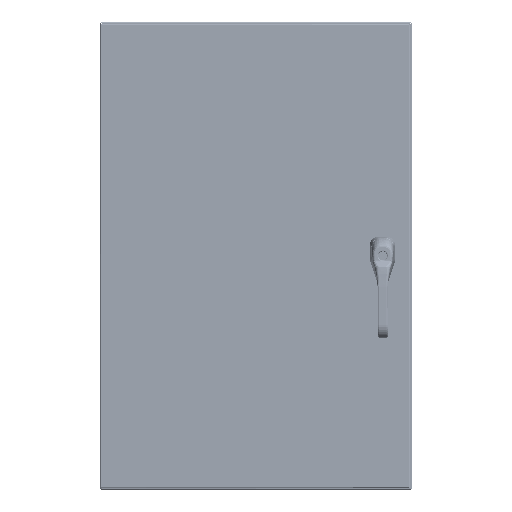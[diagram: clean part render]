
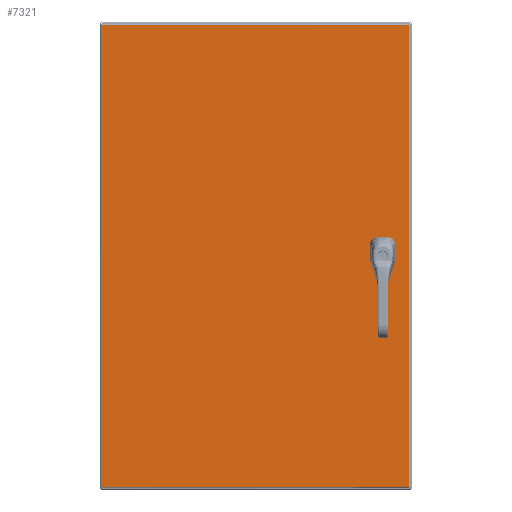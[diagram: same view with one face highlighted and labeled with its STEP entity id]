
A CAD part, top view. The second image highlights one B-rep face of the part: STEP entity #7321.
In plain terms, the highlighted face is planar.
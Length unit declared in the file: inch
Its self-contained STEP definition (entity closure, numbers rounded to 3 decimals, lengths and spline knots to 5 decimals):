
#5512=CARTESIAN_POINT('',(2.33762,18.275,0.0));
#5513=VERTEX_POINT('',#5512);
#5520=CARTESIAN_POINT('',(2.525,18.08762,0.0));
#5521=VERTEX_POINT('',#5520);
#5522=CARTESIAN_POINT('',(2.125,17.875,0.0));
#5523=DIRECTION('',(0.0,0.0,1.0));
#5524=DIRECTION('',(-0.469,-0.883,0.0));
#5525=AXIS2_PLACEMENT_3D('',#5522,#5523,#5524);
#5526=CIRCLE('',#5525,0.453);
#5527=EDGE_CURVE('',#5521,#5513,#5526,.T.);
#5552=CARTESIAN_POINT('',(2.525,17.66238,0.0));
#5553=VERTEX_POINT('',#5552);
#5554=CARTESIAN_POINT('',(2.525,17.66238,0.0));
#5555=DIRECTION('',(0.0,1.0,0.0));
#5556=VECTOR('',#5555,0.42525);
#5557=LINE('',#5554,#5556);
#5558=EDGE_CURVE('',#5553,#5521,#5557,.T.);
#5584=CARTESIAN_POINT('',(2.33762,17.475,0.0));
#5585=VERTEX_POINT('',#5584);
#5586=CARTESIAN_POINT('',(2.125,17.875,0.0));
#5587=DIRECTION('',(0.0,0.0,1.0));
#5588=DIRECTION('',(-0.883,0.469,0.0));
#5589=AXIS2_PLACEMENT_3D('',#5586,#5587,#5588);
#5590=CIRCLE('',#5589,0.453);
#5591=EDGE_CURVE('',#5585,#5553,#5590,.T.);
#5616=CARTESIAN_POINT('',(1.91238,17.475,0.0));
#5617=VERTEX_POINT('',#5616);
#5618=CARTESIAN_POINT('',(1.91238,17.475,0.0));
#5619=DIRECTION('',(1.0,0.0,0.0));
#5620=VECTOR('',#5619,0.42525);
#5621=LINE('',#5618,#5620);
#5622=EDGE_CURVE('',#5617,#5585,#5621,.T.);
#5648=CARTESIAN_POINT('',(1.725,17.66238,0.0));
#5649=VERTEX_POINT('',#5648);
#5650=CARTESIAN_POINT('',(2.125,17.875,0.0));
#5651=DIRECTION('',(0.0,0.0,1.0));
#5652=DIRECTION('',(0.469,0.883,0.0));
#5653=AXIS2_PLACEMENT_3D('',#5650,#5651,#5652);
#5654=CIRCLE('',#5653,0.453);
#5655=EDGE_CURVE('',#5649,#5617,#5654,.T.);
#5680=CARTESIAN_POINT('',(1.725,18.08762,0.0));
#5681=VERTEX_POINT('',#5680);
#5682=CARTESIAN_POINT('',(1.725,18.08762,0.0));
#5683=DIRECTION('',(0.0,-1.0,0.0));
#5684=VECTOR('',#5683,0.42525);
#5685=LINE('',#5682,#5684);
#5686=EDGE_CURVE('',#5681,#5649,#5685,.T.);
#5712=CARTESIAN_POINT('',(1.91238,18.275,0.0));
#5713=VERTEX_POINT('',#5712);
#5714=CARTESIAN_POINT('',(2.125,17.875,0.0));
#5715=DIRECTION('',(0.0,0.0,1.0));
#5716=DIRECTION('',(0.883,-0.469,0.0));
#5717=AXIS2_PLACEMENT_3D('',#5714,#5715,#5716);
#5718=CIRCLE('',#5717,0.453);
#5719=EDGE_CURVE('',#5713,#5681,#5718,.T.);
#5742=CARTESIAN_POINT('',(2.33762,18.275,0.0));
#5743=DIRECTION('',(-1.0,0.0,0.0));
#5744=VECTOR('',#5743,0.42525);
#5745=LINE('',#5742,#5744);
#5746=EDGE_CURVE('',#5513,#5713,#5745,.T.);
#6329=CARTESIAN_POINT('',(23.76975,0.10525,0.));
#6330=VERTEX_POINT('',#6329);
#6341=CARTESIAN_POINT('',(23.76975,35.64475,0.));
#6342=VERTEX_POINT('',#6341);
#6343=CARTESIAN_POINT('',(23.76975,35.64475,0.0));
#6344=DIRECTION('',(0.0,-1.0,0.0));
#6345=VECTOR('',#6344,35.5395);
#6346=LINE('',#6343,#6345);
#6347=EDGE_CURVE('',#6342,#6330,#6346,.T.);
#6499=CARTESIAN_POINT('',(0.10525,0.10525,0.));
#6500=VERTEX_POINT('',#6499);
#6511=CARTESIAN_POINT('',(23.76975,0.10525,0.0));
#6512=DIRECTION('',(-1.0,0.0,0.0));
#6513=VECTOR('',#6512,23.6645);
#6514=LINE('',#6511,#6513);
#6515=EDGE_CURVE('',#6330,#6500,#6514,.T.);
#6776=CARTESIAN_POINT('',(0.10525,35.64475,0.));
#6777=VERTEX_POINT('',#6776);
#6788=CARTESIAN_POINT('',(0.10525,0.10525,0.0));
#6789=DIRECTION('',(0.0,1.0,0.0));
#6790=VECTOR('',#6789,35.5395);
#6791=LINE('',#6788,#6790);
#6792=EDGE_CURVE('',#6500,#6777,#6791,.T.);
#7057=CARTESIAN_POINT('',(0.10525,35.64475,0.0));
#7058=DIRECTION('',(1.0,0.0,0.0));
#7059=VECTOR('',#7058,23.6645);
#7060=LINE('',#7057,#7059);
#7061=EDGE_CURVE('',#6777,#6342,#7060,.T.);
#7300=CARTESIAN_POINT('',(11.9375,17.875,0.0));
#7301=DIRECTION('',(0.0,0.0,1.0));
#7302=DIRECTION('',(1.0,0.0,0.0));
#7303=AXIS2_PLACEMENT_3D('',#7300,#7301,#7302);
#7304=PLANE('',#7303);
#7305=ORIENTED_EDGE('',*,*,#6347,.T.);
#7306=ORIENTED_EDGE('',*,*,#6515,.T.);
#7307=ORIENTED_EDGE('',*,*,#6792,.T.);
#7308=ORIENTED_EDGE('',*,*,#7061,.T.);
#7309=EDGE_LOOP('',(#7305,#7306,#7307,#7308));
#7310=FACE_OUTER_BOUND('',#7309,.T.);
#7311=ORIENTED_EDGE('',*,*,#5527,.T.);
#7312=ORIENTED_EDGE('',*,*,#5746,.T.);
#7313=ORIENTED_EDGE('',*,*,#5719,.T.);
#7314=ORIENTED_EDGE('',*,*,#5686,.T.);
#7315=ORIENTED_EDGE('',*,*,#5655,.T.);
#7316=ORIENTED_EDGE('',*,*,#5622,.T.);
#7317=ORIENTED_EDGE('',*,*,#5591,.T.);
#7318=ORIENTED_EDGE('',*,*,#5558,.T.);
#7319=EDGE_LOOP('',(#7311,#7312,#7313,#7314,#7315,#7316,#7317,#7318));
#7320=FACE_BOUND('',#7319,.T.);
#7321=ADVANCED_FACE('',(#7310,#7320),#7304,.F.);
